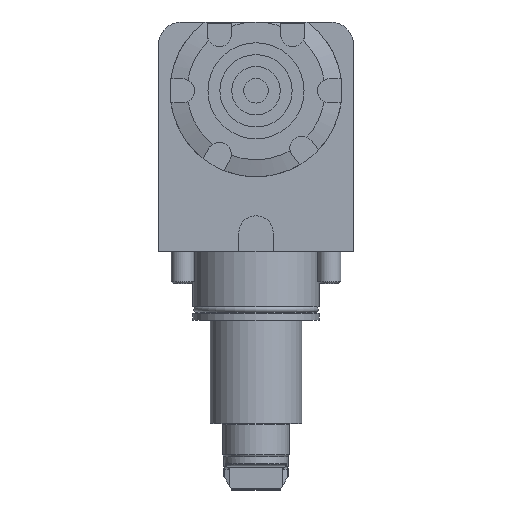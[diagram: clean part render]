
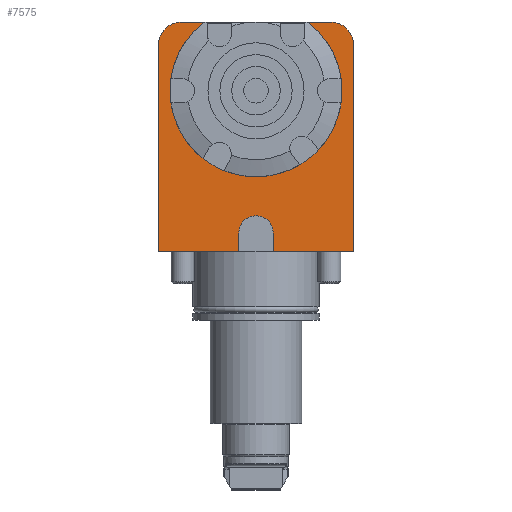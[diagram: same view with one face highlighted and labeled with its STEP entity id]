
A CAD part, top view. The second image highlights one B-rep face of the part: STEP entity #7575.
In plain terms, the highlighted planar face has unit normal (0, 0, 1).
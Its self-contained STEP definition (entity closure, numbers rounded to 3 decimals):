
#78 = CARTESIAN_POINT ( 'NONE',  ( -42.5, 20., 42.5 ) ) ;
#297 = ORIENTED_EDGE ( 'NONE', *, *, #31230, .T. ) ;
#533 = DIRECTION ( 'NONE',  ( 1., 0., 0. ) ) ;
#935 = VECTOR ( 'NONE', #2029, 1000. ) ;
#995 = CARTESIAN_POINT ( 'NONE',  ( 42.5, -42., 42.5 ) ) ;
#1202 = LINE ( 'NONE', #27801, #6492 ) ;
#1276 = ORIENTED_EDGE ( 'NONE', *, *, #14470, .T. ) ;
#1691 = CARTESIAN_POINT ( 'NONE',  ( -32.5, 20., 42.5 ) ) ;
#2017 = DIRECTION ( 'NONE',  ( 1., 0., 0. ) ) ;
#2029 = DIRECTION ( 'NONE',  ( -1., 0., 0. ) ) ;
#2100 = ORIENTED_EDGE ( 'NONE', *, *, #13099, .F. ) ;
#2677 = VECTOR ( 'NONE', #26214, 1000. ) ;
#2688 = EDGE_CURVE ( 'NONE', #4966, #27625, #28131, .T. ) ;
#3170 = EDGE_CURVE ( 'NONE', #25413, #17594, #7042, .T. ) ;
#3839 = VECTOR ( 'NONE', #5540, 1000. ) ;
#4486 = EDGE_CURVE ( 'NONE', #18323, #25413, #15165, .T. ) ;
#4574 = EDGE_CURVE ( 'NONE', #4966, #22280, #18131, .T. ) ;
#4599 = VECTOR ( 'NONE', #17827, 1000. ) ;
#4966 = VERTEX_POINT ( 'NONE', #19621 ) ;
#5035 = CARTESIAN_POINT ( 'NONE',  ( -7.5, -70., 42.5 ) ) ;
#5540 = DIRECTION ( 'NONE',  ( 0., 1., 0. ) ) ;
#5666 = LINE ( 'NONE', #6623, #11289 ) ;
#5975 = DIRECTION ( 'NONE',  ( 0., 0., 1. ) ) ;
#6492 = VECTOR ( 'NONE', #30228, 1000. ) ;
#6623 = CARTESIAN_POINT ( 'NONE',  ( 42.5, -70., 42.5 ) ) ;
#6662 = CIRCLE ( 'NONE', #16811, 37. ) ;
#6688 = DIRECTION ( 'NONE',  ( 0., 0., 1. ) ) ;
#7008 = LINE ( 'NONE', #16420, #935 ) ;
#7042 = CIRCLE ( 'NONE', #30586, 7.5 ) ;
#7056 = CIRCLE ( 'NONE', #7729, 10. ) ;
#7157 = DIRECTION ( 'NONE',  ( 0., -1., 0. ) ) ;
#7336 = CARTESIAN_POINT ( 'NONE',  ( 32.5, 30., 42.5 ) ) ;
#7373 = FACE_BOUND ( 'NONE', #23120, .T. ) ;
#7398 = CARTESIAN_POINT ( 'NONE',  ( 7.5, -62., 42.5 ) ) ;
#7437 = EDGE_CURVE ( 'NONE', #19156, #8690, #7008, .T. ) ;
#7575 = ADVANCED_FACE ( 'NONE', ( #7373, #25045 ), #24239, .T. ) ;
#7729 = AXIS2_PLACEMENT_3D ( 'NONE', #1691, #18859, #16200 ) ;
#7888 = CARTESIAN_POINT ( 'NONE',  ( 7.5, -70., 42.5 ) ) ;
#8151 = CARTESIAN_POINT ( 'NONE',  ( -32.5, 30., 42.5 ) ) ;
#8496 = CARTESIAN_POINT ( 'NONE',  ( 0., 30., 42.5 ) ) ;
#8690 = VERTEX_POINT ( 'NONE', #11443 ) ;
#9231 = CARTESIAN_POINT ( 'NONE',  ( 22.333, 29.5, 42.5 ) ) ;
#9846 = CARTESIAN_POINT ( 'NONE',  ( 42.5, -42., 42.5 ) ) ;
#10772 = AXIS2_PLACEMENT_3D ( 'NONE', #9846, #12529, #533 ) ;
#11002 = CARTESIAN_POINT ( 'NONE',  ( 32.5, 20., 42.5 ) ) ;
#11289 = VECTOR ( 'NONE', #13840, 1000. ) ;
#11356 = VERTEX_POINT ( 'NONE', #78 ) ;
#11443 = CARTESIAN_POINT ( 'NONE',  ( -42.5, -70., 42.5 ) ) ;
#11560 = CARTESIAN_POINT ( 'NONE',  ( -7.5, -62., 42.5 ) ) ;
#11649 = CARTESIAN_POINT ( 'NONE',  ( 42.5, -70., 42.5 ) ) ;
#12529 = DIRECTION ( 'NONE',  ( 0., 0., 1. ) ) ;
#13099 = EDGE_CURVE ( 'NONE', #17594, #19156, #15092, .T. ) ;
#13840 = DIRECTION ( 'NONE',  ( -1., 0., 0. ) ) ;
#14405 = VECTOR ( 'NONE', #7157, 1000. ) ;
#14470 = EDGE_CURVE ( 'NONE', #27625, #23353, #18912, .T. ) ;
#14702 = VERTEX_POINT ( 'NONE', #25885 ) ;
#15046 = ORIENTED_EDGE ( 'NONE', *, *, #22330, .T. ) ;
#15092 = LINE ( 'NONE', #16707, #2677 ) ;
#15165 = LINE ( 'NONE', #7888, #3839 ) ;
#16200 = DIRECTION ( 'NONE',  ( 1., 0., 0. ) ) ;
#16420 = CARTESIAN_POINT ( 'NONE',  ( 42.5, -70., 42.5 ) ) ;
#16460 = CARTESIAN_POINT ( 'NONE',  ( -42.5, -42., 42.5 ) ) ;
#16707 = CARTESIAN_POINT ( 'NONE',  ( -7.5, -70., 42.5 ) ) ;
#16811 = AXIS2_PLACEMENT_3D ( 'NONE', #24861, #17790, #20322 ) ;
#17594 = VERTEX_POINT ( 'NONE', #11560 ) ;
#17736 = ORIENTED_EDGE ( 'NONE', *, *, #2688, .T. ) ;
#17790 = DIRECTION ( 'NONE',  ( 0., 0., -1. ) ) ;
#17827 = DIRECTION ( 'NONE',  ( -1., 0., 0. ) ) ;
#18021 = EDGE_LOOP ( 'NONE', ( #23496, #19531, #17736, #1276, #26749, #15046, #26382, #2100, #20051, #28459 ) ) ;
#18131 = LINE ( 'NONE', #995, #23029 ) ;
#18323 = VERTEX_POINT ( 'NONE', #18551 ) ;
#18551 = CARTESIAN_POINT ( 'NONE',  ( 7.5, -70., 42.5 ) ) ;
#18859 = DIRECTION ( 'NONE',  ( 0., 0., 1. ) ) ;
#18912 = LINE ( 'NONE', #8496, #4599 ) ;
#19156 = VERTEX_POINT ( 'NONE', #5035 ) ;
#19531 = ORIENTED_EDGE ( 'NONE', *, *, #4574, .F. ) ;
#19621 = CARTESIAN_POINT ( 'NONE',  ( 42.5, 20., 42.5 ) ) ;
#20051 = ORIENTED_EDGE ( 'NONE', *, *, #3170, .F. ) ;
#20322 = DIRECTION ( 'NONE',  ( 0., 1., 0. ) ) ;
#20759 = EDGE_CURVE ( 'NONE', #23353, #11356, #7056, .T. ) ;
#20811 = LINE ( 'NONE', #16460, #14405 ) ;
#22280 = VERTEX_POINT ( 'NONE', #11649 ) ;
#22330 = EDGE_CURVE ( 'NONE', #11356, #8690, #20811, .T. ) ;
#23029 = VECTOR ( 'NONE', #29935, 1000. ) ;
#23120 = EDGE_LOOP ( 'NONE', ( #24629, #297 ) ) ;
#23353 = VERTEX_POINT ( 'NONE', #8151 ) ;
#23496 = ORIENTED_EDGE ( 'NONE', *, *, #25660, .F. ) ;
#24239 = PLANE ( 'NONE',  #10772 ) ;
#24629 = ORIENTED_EDGE ( 'NONE', *, *, #27857, .T. ) ;
#24861 = CARTESIAN_POINT ( 'NONE',  ( 0., 0., 42.5 ) ) ;
#25045 = FACE_OUTER_BOUND ( 'NONE', #18021, .T. ) ;
#25413 = VERTEX_POINT ( 'NONE', #7398 ) ;
#25660 = EDGE_CURVE ( 'NONE', #22280, #18323, #5666, .T. ) ;
#25812 = CARTESIAN_POINT ( 'NONE',  ( 0., -62., 42.5 ) ) ;
#25885 = CARTESIAN_POINT ( 'NONE',  ( -22.333, 29.5, 42.5 ) ) ;
#26214 = DIRECTION ( 'NONE',  ( 0., -1., 0. ) ) ;
#26382 = ORIENTED_EDGE ( 'NONE', *, *, #7437, .F. ) ;
#26749 = ORIENTED_EDGE ( 'NONE', *, *, #20759, .T. ) ;
#27625 = VERTEX_POINT ( 'NONE', #7336 ) ;
#27801 = CARTESIAN_POINT ( 'NONE',  ( 22.5, 29.5, 42.5 ) ) ;
#27857 = EDGE_CURVE ( 'NONE', #14702, #30285, #1202, .T. ) ;
#28131 = CIRCLE ( 'NONE', #29580, 10. ) ;
#28459 = ORIENTED_EDGE ( 'NONE', *, *, #4486, .F. ) ;
#29580 = AXIS2_PLACEMENT_3D ( 'NONE', #11002, #5975, #30266 ) ;
#29935 = DIRECTION ( 'NONE',  ( 0., -1., 0. ) ) ;
#30228 = DIRECTION ( 'NONE',  ( 1., 0., 0. ) ) ;
#30266 = DIRECTION ( 'NONE',  ( 1., 0., 0. ) ) ;
#30285 = VERTEX_POINT ( 'NONE', #9231 ) ;
#30586 = AXIS2_PLACEMENT_3D ( 'NONE', #25812, #6688, #2017 ) ;
#31230 = EDGE_CURVE ( 'NONE', #30285, #14702, #6662, .T. ) ;
